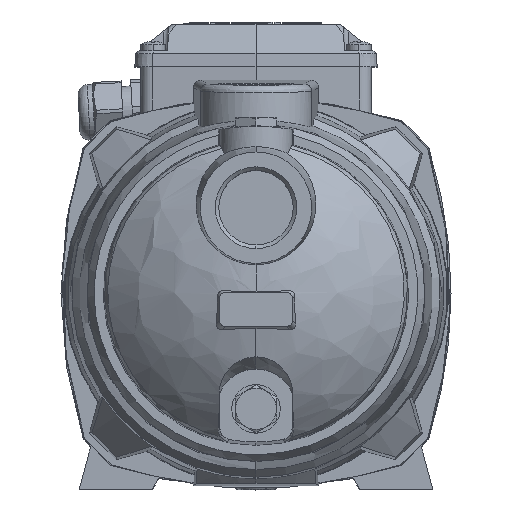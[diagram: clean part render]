
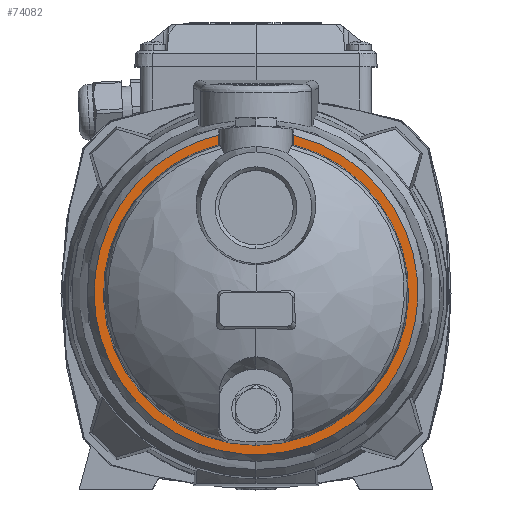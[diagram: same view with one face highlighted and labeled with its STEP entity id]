
A CAD part, top view. The second image highlights one B-rep face of the part: STEP entity #74082.
In plain terms, the highlighted planar face has unit normal (0, 0, 1).
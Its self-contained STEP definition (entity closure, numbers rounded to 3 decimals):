
#1528 = VERTEX_POINT ( 'NONE', #18881 ) ;
#2243 = ORIENTED_EDGE ( 'NONE', *, *, #8101, .F. ) ;
#3910 = ORIENTED_EDGE ( 'NONE', *, *, #40338, .F. ) ;
#4673 = CARTESIAN_POINT ( 'NONE',  ( 0., 0., 133.999 ) ) ;
#5650 = CARTESIAN_POINT ( 'NONE',  ( 133.626, 133.626, 133.999 ) ) ;
#7373 = ORIENTED_EDGE ( 'NONE', *, *, #40971, .F. ) ;
#8101 = EDGE_CURVE ( 'NONE', #1528, #60241, #26246, .T. ) ;
#11972 = VERTEX_POINT ( 'NONE', #21950 ) ;
#17752 = CARTESIAN_POINT ( 'NONE',  ( -66.385, -7.55, 133.999 ) ) ;
#18536 = VERTEX_POINT ( 'NONE', #35633 ) ;
#18881 = CARTESIAN_POINT ( 'NONE',  ( 0., -63., 133.999 ) ) ;
#21950 = CARTESIAN_POINT ( 'NONE',  ( -15.401, 61.089, 133.999 ) ) ;
#22920 = CARTESIAN_POINT ( 'NONE',  ( 15.401, 65.014, 133.999 ) ) ;
#26239 = CARTESIAN_POINT ( 'NONE',  ( 66.385, -7.55, 133.999 ) ) ;
#26246 = CIRCLE ( 'NONE', #29878, 63. ) ;
#26809 = CARTESIAN_POINT ( 'NONE',  ( -73.084, 51.35, 133.999 ) ) ;
#27593 = DIRECTION ( 'NONE',  ( 0., 1., 0. ) ) ;
#28695 = LINE ( 'NONE', #46780, #54792 ) ;
#28809 = AXIS2_PLACEMENT_3D ( 'NONE', #5650, #108255, #74846 ) ;
#29878 = AXIS2_PLACEMENT_3D ( 'NONE', #99981, #31994, #101103 ) ;
#30099 =( BOUNDED_CURVE ( )  B_SPLINE_CURVE ( 2, ( #86392, #69954, #26239, #60854, #104444, #95401, #17752, #26809, #61968 ),
 .UNSPECIFIED., .F., .F. ) 
 B_SPLINE_CURVE_WITH_KNOTS ( ( 3, 2, 2, 2, 3 ),
 ( 0., 0.097, 0.195, 0.293, 0.391 ),
 .UNSPECIFIED. ) 
 CURVE ( )  GEOMETRIC_REPRESENTATION_ITEM ( )  RATIONAL_B_SPLINE_CURVE ( ( 0.998, 0.747, 1., 0.746, 1., 0.746, 1., 0.747, 0.998 ) ) 
 REPRESENTATION_ITEM ( '' )  );
#31994 = DIRECTION ( 'NONE',  ( 0., 0., 1. ) ) ;
#33812 = ORIENTED_EDGE ( 'NONE', *, *, #78086, .F. ) ;
#35633 = CARTESIAN_POINT ( 'NONE',  ( -15.401, 65.014, 133.999 ) ) ;
#40338 = EDGE_CURVE ( 'NONE', #67376, #18536, #30099, .T. ) ;
#40971 = EDGE_CURVE ( 'NONE', #18536, #11972, #52692, .T. ) ;
#46780 = CARTESIAN_POINT ( 'NONE',  ( 15.401, 75.932, 133.999 ) ) ;
#47189 = DIRECTION ( 'NONE',  ( 0., 0., 1. ) ) ;
#52141 = DIRECTION ( 'NONE',  ( 0., -1., 0. ) ) ;
#52692 = LINE ( 'NONE', #70324, #64500 ) ;
#54792 = VECTOR ( 'NONE', #27593, 1000. ) ;
#59578 = AXIS2_PLACEMENT_3D ( 'NONE', #4673, #47189, #73879 ) ;
#60241 = VERTEX_POINT ( 'NONE', #67020 ) ;
#60854 = CARTESIAN_POINT ( 'NONE',  ( 59.645, -66.813, 133.999 ) ) ;
#61968 = CARTESIAN_POINT ( 'NONE',  ( -15.401, 65.014, 133.999 ) ) ;
#64500 = VECTOR ( 'NONE', #52141, 1000. ) ;
#65773 = EDGE_CURVE ( 'NONE', #11972, #1528, #101118, .T. ) ;
#67020 = CARTESIAN_POINT ( 'NONE',  ( 15.401, 61.089, 133.999 ) ) ;
#67376 = VERTEX_POINT ( 'NONE', #22920 ) ;
#69954 = CARTESIAN_POINT ( 'NONE',  ( 73.084, 51.35, 133.999 ) ) ;
#70324 = CARTESIAN_POINT ( 'NONE',  ( -15.401, 75.932, 133.999 ) ) ;
#73879 = DIRECTION ( 'NONE',  ( 0., -1., 0. ) ) ;
#74082 = ADVANCED_FACE ( 'NONE', ( #90669 ), #83409, .T. ) ;
#74846 = DIRECTION ( 'NONE',  ( 0., 1., 0. ) ) ;
#78086 = EDGE_CURVE ( 'NONE', #60241, #67376, #28695, .T. ) ;
#83409 = PLANE ( 'NONE',  #28809 ) ;
#86392 = CARTESIAN_POINT ( 'NONE',  ( 15.401, 65.014, 133.999 ) ) ;
#90669 = FACE_OUTER_BOUND ( 'NONE', #98265, .T. ) ;
#95401 = CARTESIAN_POINT ( 'NONE',  ( -59.645, -66.813, 133.999 ) ) ;
#97034 = ORIENTED_EDGE ( 'NONE', *, *, #65773, .F. ) ;
#98265 = EDGE_LOOP ( 'NONE', ( #97034, #7373, #3910, #33812, #2243 ) ) ;
#99981 = CARTESIAN_POINT ( 'NONE',  ( 0., 0., 133.999 ) ) ;
#101103 = DIRECTION ( 'NONE',  ( 0., -1., 0. ) ) ;
#101118 = CIRCLE ( 'NONE', #59578, 63. ) ;
#104444 = CARTESIAN_POINT ( 'NONE',  ( 0., -66.813, 133.999 ) ) ;
#108255 = DIRECTION ( 'NONE',  ( 0., 0., 1. ) ) ;
